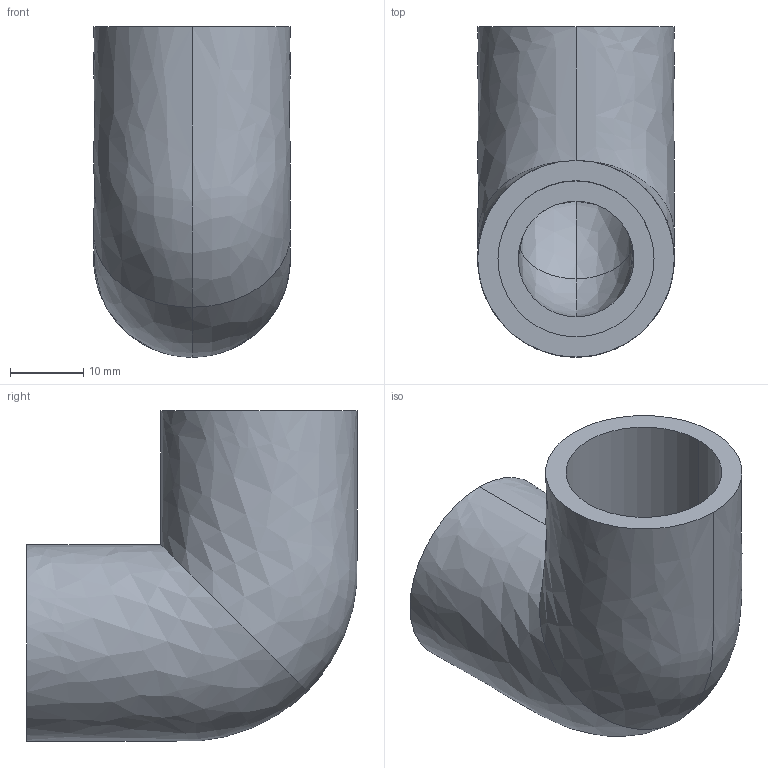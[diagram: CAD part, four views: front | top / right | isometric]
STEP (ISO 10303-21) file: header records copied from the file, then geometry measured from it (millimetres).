
FILE_DESCRIPTION (( 'STEP AP203' ), '1' );
FILE_NAME ('4880K21_Standard-Wall PVC Pipe Fitting for Water.STEP', '2025-03-19T18:32:12', ( 'Administrator' ), ( 'Managed by Terraform' ), 'SwSTEP 2.0', 'SolidWorks 2017', '' );
FILE_SCHEMA (( 'CONFIG_CONTROL_DESIGN' ));
Length unit declared in the file: inch
Products named in the file (1): 4880K21_Standard-Wall PVC Pipe Fitting for Water
Bounding box: 26.87 x 45.19 x 45.19 mm (x, y, z)
Volume: 15776.2 mm3; surface area: 9304.1 mm2
Topology: 1 solids, 1 shells, 16 faces, 32 edges, 20 vertices
Faces by surface type: bspline 8, cylinder 4, plane 4
Entity records: 1887 total; most frequent: CARTESIAN_POINT 1517, ORIENTED_EDGE 64, DIRECTION 46, EDGE_CURVE 32, AXIS2_PLACEMENT_3D 21, VERTEX_POINT 20, EDGE_LOOP 20, FACE_OUTER_BOUND 16
